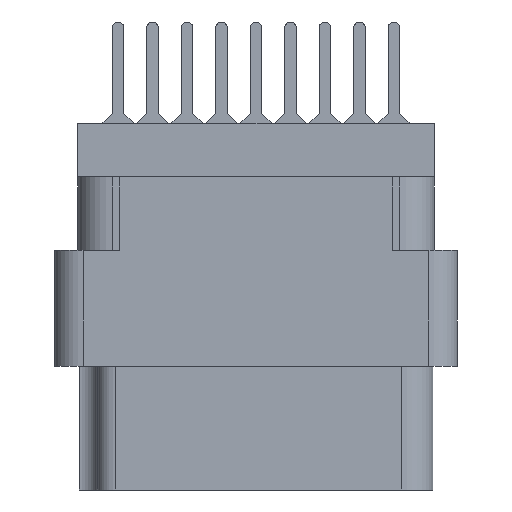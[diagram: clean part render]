
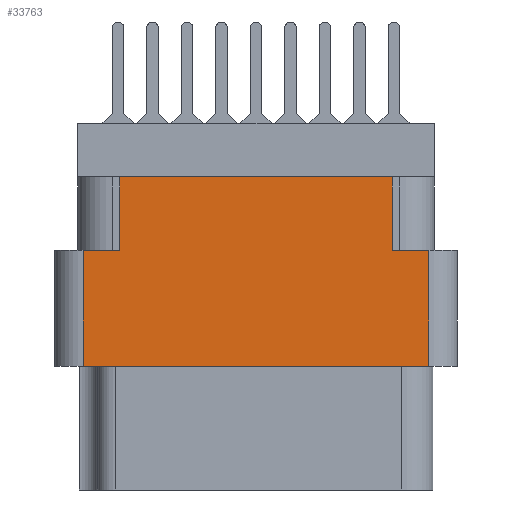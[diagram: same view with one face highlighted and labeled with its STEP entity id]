
A CAD part, left-side view. The second image highlights one B-rep face of the part: STEP entity #33763.
In plain terms, the highlighted planar face has unit normal (-1, 0, 0).
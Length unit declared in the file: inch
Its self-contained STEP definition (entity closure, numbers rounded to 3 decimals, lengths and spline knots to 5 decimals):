
#195 = DIRECTION ( 'NONE',  ( 0., 0., 1. ) ) ;
#303 = CARTESIAN_POINT ( 'NONE',  ( -1.296, 0.376, -0.529 ) ) ;
#687 = EDGE_CURVE ( 'NONE', #2820, #10569, #45633, .T. ) ;
#689 = VERTEX_POINT ( 'NONE', #1492 ) ;
#1304 = EDGE_CURVE ( 'NONE', #19520, #20370, #47110, .T. ) ;
#1435 = ORIENTED_EDGE ( 'NONE', *, *, #2838, .T. ) ;
#1492 = CARTESIAN_POINT ( 'NONE',  ( -1.296, -0.376, -0.529 ) ) ;
#2820 = VERTEX_POINT ( 'NONE', #10121 ) ;
#2838 = EDGE_CURVE ( 'NONE', #689, #10275, #35573, .T. ) ;
#3010 = CARTESIAN_POINT ( 'NONE',  ( -1.296, -0.296, -0.277 ) ) ;
#3541 = EDGE_CURVE ( 'NONE', #13285, #10275, #46894, .T. ) ;
#5551 = DIRECTION ( 'NONE',  ( 0., -1., 0. ) ) ;
#5636 = DIRECTION ( 'NONE',  ( 0., 0., -1. ) ) ;
#6411 = EDGE_CURVE ( 'NONE', #689, #10569, #35233, .T. ) ;
#6764 = VECTOR ( 'NONE', #27931, 39.37008 ) ;
#7032 = DIRECTION ( 'NONE',  ( 0., 0., 1. ) ) ;
#7156 = VECTOR ( 'NONE', #30749, 39.37008 ) ;
#7547 = DIRECTION ( 'NONE',  ( -1., 0., 0. ) ) ;
#8435 = VECTOR ( 'NONE', #7032, 39.37008 ) ;
#8986 = CARTESIAN_POINT ( 'NONE',  ( -1.296, 0.376, -0.798 ) ) ;
#9060 = CARTESIAN_POINT ( 'NONE',  ( -1.296, 0., -0.277 ) ) ;
#10121 = CARTESIAN_POINT ( 'NONE',  ( -1.296, 0.376, -0.277 ) ) ;
#10275 = VERTEX_POINT ( 'NONE', #38612 ) ;
#10473 = AXIS2_PLACEMENT_3D ( 'NONE', #29625, #7547, #195 ) ;
#10569 = VERTEX_POINT ( 'NONE', #303 ) ;
#10589 = VECTOR ( 'NONE', #43305, 39.37008 ) ;
#11526 = PLANE ( 'NONE',  #10473 ) ;
#11903 = CARTESIAN_POINT ( 'NONE',  ( -1.296, -0.296, -0.277 ) ) ;
#12223 = CARTESIAN_POINT ( 'NONE',  ( -1.296, 0.296, -0.277 ) ) ;
#13285 = VERTEX_POINT ( 'NONE', #11903 ) ;
#15039 = ORIENTED_EDGE ( 'NONE', *, *, #3541, .F. ) ;
#15232 = EDGE_LOOP ( 'NONE', ( #22935, #46250, #42492, #1435, #15039, #33054, #27831, #28846 ) ) ;
#15748 = CARTESIAN_POINT ( 'NONE',  ( -1.296, 0., -0.529 ) ) ;
#16126 = CARTESIAN_POINT ( 'NONE',  ( -1.296, 0.438, -0.117 ) ) ;
#16379 = LINE ( 'NONE', #27768, #6764 ) ;
#17528 = LINE ( 'NONE', #3010, #19198 ) ;
#19097 = EDGE_CURVE ( 'NONE', #2820, #19520, #16379, .T. ) ;
#19198 = VECTOR ( 'NONE', #32262, 39.37008 ) ;
#19520 = VERTEX_POINT ( 'NONE', #12223 ) ;
#20370 = VERTEX_POINT ( 'NONE', #27063 ) ;
#22614 = EDGE_CURVE ( 'NONE', #13285, #36765, #17528, .T. ) ;
#22935 = ORIENTED_EDGE ( 'NONE', *, *, #19097, .F. ) ;
#23917 = DIRECTION ( 'NONE',  ( 0., 1., 0. ) ) ;
#25108 = VECTOR ( 'NONE', #5636, 39.37008 ) ;
#27063 = CARTESIAN_POINT ( 'NONE',  ( -1.296, 0.296, -0.117 ) ) ;
#27768 = CARTESIAN_POINT ( 'NONE',  ( -1.296, 0., -0.277 ) ) ;
#27831 = ORIENTED_EDGE ( 'NONE', *, *, #33420, .F. ) ;
#27931 = DIRECTION ( 'NONE',  ( 0., -1., 0. ) ) ;
#28796 = LINE ( 'NONE', #16126, #7156 ) ;
#28846 = ORIENTED_EDGE ( 'NONE', *, *, #1304, .F. ) ;
#29557 = VECTOR ( 'NONE', #23917, 39.37008 ) ;
#29625 = CARTESIAN_POINT ( 'NONE',  ( -1.296, -0.438, -0.798 ) ) ;
#30749 = DIRECTION ( 'NONE',  ( 0., -1., 0. ) ) ;
#32262 = DIRECTION ( 'NONE',  ( 0., 0., 1. ) ) ;
#33054 = ORIENTED_EDGE ( 'NONE', *, *, #22614, .T. ) ;
#33420 = EDGE_CURVE ( 'NONE', #20370, #36765, #28796, .T. ) ;
#33763 = ADVANCED_FACE ( 'NONE', ( #45269 ), #11526, .T. ) ;
#35233 = LINE ( 'NONE', #15748, #29557 ) ;
#35573 = LINE ( 'NONE', #43141, #10589 ) ;
#36765 = VERTEX_POINT ( 'NONE', #42112 ) ;
#37233 = VECTOR ( 'NONE', #5551, 39.37008 ) ;
#38612 = CARTESIAN_POINT ( 'NONE',  ( -1.296, -0.376, -0.277 ) ) ;
#42112 = CARTESIAN_POINT ( 'NONE',  ( -1.296, -0.296, -0.117 ) ) ;
#42492 = ORIENTED_EDGE ( 'NONE', *, *, #6411, .F. ) ;
#43141 = CARTESIAN_POINT ( 'NONE',  ( -1.296, -0.376, -0.798 ) ) ;
#43305 = DIRECTION ( 'NONE',  ( 0., 0., 1. ) ) ;
#45269 = FACE_OUTER_BOUND ( 'NONE', #15232, .T. ) ;
#45633 = LINE ( 'NONE', #8986, #25108 ) ;
#46250 = ORIENTED_EDGE ( 'NONE', *, *, #687, .T. ) ;
#46768 = CARTESIAN_POINT ( 'NONE',  ( -1.296, 0.296, -0.277 ) ) ;
#46894 = LINE ( 'NONE', #9060, #37233 ) ;
#47110 = LINE ( 'NONE', #46768, #8435 ) ;
